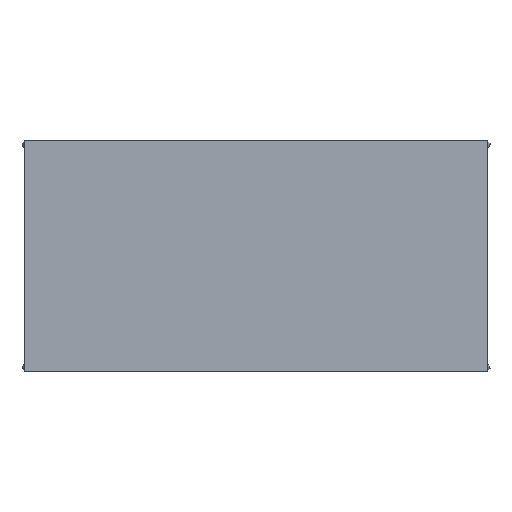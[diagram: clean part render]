
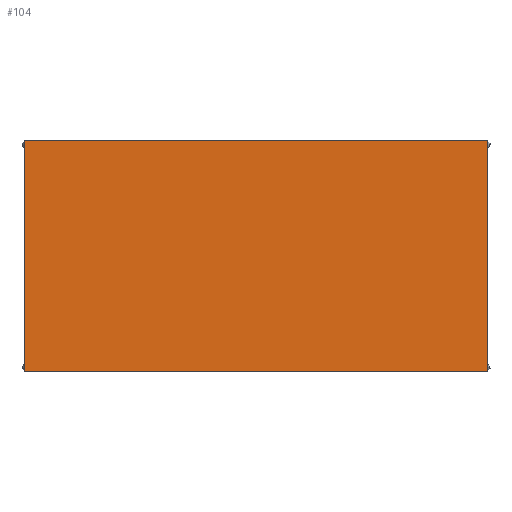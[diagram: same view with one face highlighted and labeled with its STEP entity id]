
A CAD part, top view. The second image highlights one B-rep face of the part: STEP entity #104.
In plain terms, the highlighted planar face has unit normal (0, 0, 1).
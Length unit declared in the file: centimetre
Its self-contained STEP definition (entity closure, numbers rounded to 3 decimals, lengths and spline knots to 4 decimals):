
#104=ADVANCED_FACE($,(#190),#972,.T.);
#190=FACE_OUTER_BOUND($,#276,.T.);
#276=EDGE_LOOP($,(#578,#579,#580,#581));
#578=ORIENTED_EDGE($,*,*,#773,.F.);
#579=ORIENTED_EDGE($,*,*,#772,.F.);
#580=ORIENTED_EDGE($,*,*,#771,.F.);
#581=ORIENTED_EDGE($,*,*,#770,.F.);
#770=EDGE_CURVE($,#882,#883,#1046,.T.);
#771=EDGE_CURVE($,#883,#884,#1047,.T.);
#772=EDGE_CURVE($,#884,#885,#1048,.T.);
#773=EDGE_CURVE($,#885,#882,#1049,.T.);
#882=VERTEX_POINT($,#2694);
#883=VERTEX_POINT($,#2695);
#884=VERTEX_POINT($,#2696);
#885=VERTEX_POINT($,#2697);
#972=PLANE($,#1286);
#1046=B_SPLINE_CURVE_WITH_KNOTS($,1,(#2664,#2665),.UNSPECIFIED.,.F.,.F.,
(2,2),(0.,90.),.UNSPECIFIED.);
#1047=B_SPLINE_CURVE_WITH_KNOTS($,1,(#2666,#2667),.UNSPECIFIED.,.F.,.F.,
(2,2),(0.,200.),.UNSPECIFIED.);
#1048=B_SPLINE_CURVE_WITH_KNOTS($,1,(#2668,#2669),.UNSPECIFIED.,.F.,.F.,
(2,2),(0.,90.),.UNSPECIFIED.);
#1049=B_SPLINE_CURVE_WITH_KNOTS($,1,(#2670,#2671),.UNSPECIFIED.,.F.,.F.,
(2,2),(0.,200.),.UNSPECIFIED.);
#1286=AXIS2_PLACEMENT_3D($,#2692,#1343,$);
#1343=DIRECTION($,(0.,0.,1.));
#2664=CARTESIAN_POINT($,(0.,-0.5,75.95));
#2665=CARTESIAN_POINT($,(0.,99.5,75.95));
#2666=CARTESIAN_POINT($,(0.,99.5,75.95));
#2667=CARTESIAN_POINT($,(200.,99.5,75.95));
#2668=CARTESIAN_POINT($,(200.,99.5,75.95));
#2669=CARTESIAN_POINT($,(200.,-0.5,75.95));
#2670=CARTESIAN_POINT($,(200.,-0.5,75.95));
#2671=CARTESIAN_POINT($,(0.,-0.5,75.95));
#2692=CARTESIAN_POINT($,(0.,-0.5,75.95));
#2694=CARTESIAN_POINT($,(0.,-0.5,75.95));
#2695=CARTESIAN_POINT($,(0.,99.5,75.95));
#2696=CARTESIAN_POINT($,(200.,99.5,75.95));
#2697=CARTESIAN_POINT($,(200.,-0.5,75.95));
